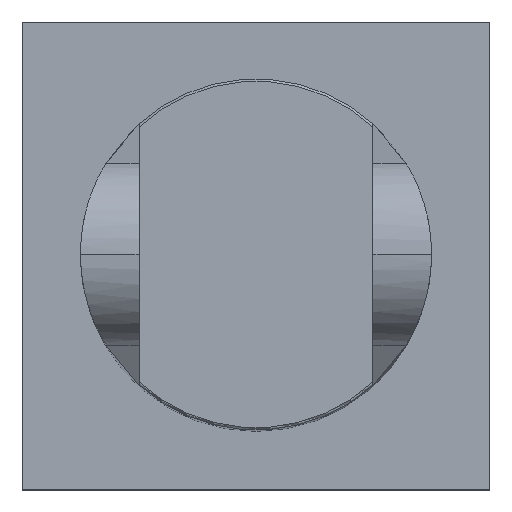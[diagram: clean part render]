
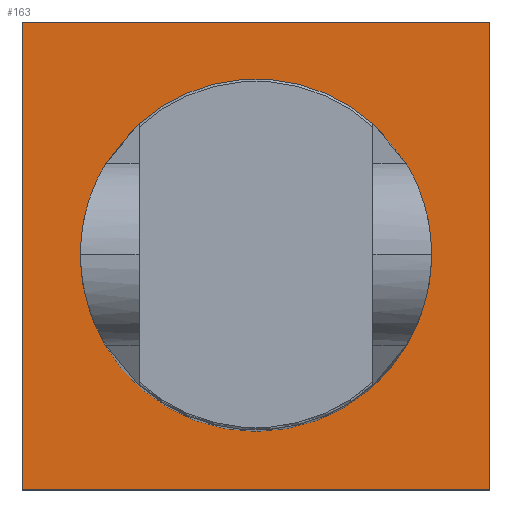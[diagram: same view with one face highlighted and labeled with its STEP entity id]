
A CAD part, top view. The second image highlights one B-rep face of the part: STEP entity #163.
In plain terms, the highlighted planar face has unit normal (0, 0, 1).
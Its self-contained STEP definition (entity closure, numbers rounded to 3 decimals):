
#13 = DIRECTION ( 'NONE',  ( 1., 0., 0. ) ) ;
#18 = DIRECTION ( 'NONE',  ( 1., 0., 0. ) ) ;
#22 = CARTESIAN_POINT ( 'NONE',  ( -7.5, 0., 0. ) ) ;
#74 = CARTESIAN_POINT ( 'NONE',  ( 0., 0., 0. ) ) ;
#77 = EDGE_CURVE ( 'NONE', #974, #483, #177, .T. ) ;
#88 = VECTOR ( 'NONE', #962, 1000. ) ;
#122 = DIRECTION ( 'NONE',  ( 0., 1., 0. ) ) ;
#133 = DIRECTION ( 'NONE',  ( 0., 0., 1. ) ) ;
#142 = EDGE_CURVE ( 'NONE', #794, #398, #953, .T. ) ;
#163 = ADVANCED_FACE ( 'NONE', ( #1045, #281 ), #622, .T. ) ;
#177 = LINE ( 'NONE', #954, #596 ) ;
#212 = ORIENTED_EDGE ( 'NONE', *, *, #297, .F. ) ;
#213 = EDGE_LOOP ( 'NONE', ( #672, #986 ) ) ;
#229 = CARTESIAN_POINT ( 'NONE',  ( 0., 0., 0. ) ) ;
#281 = FACE_OUTER_BOUND ( 'NONE', #383, .T. ) ;
#297 = EDGE_CURVE ( 'NONE', #483, #667, #871, .T. ) ;
#303 = CARTESIAN_POINT ( 'NONE',  ( 7.5, 0., 0. ) ) ;
#308 = CARTESIAN_POINT ( 'NONE',  ( 10., 10., 0. ) ) ;
#310 = VECTOR ( 'NONE', #122, 1000. ) ;
#383 = EDGE_LOOP ( 'NONE', ( #392, #730, #391, #212 ) ) ;
#391 = ORIENTED_EDGE ( 'NONE', *, *, #849, .F. ) ;
#392 = ORIENTED_EDGE ( 'NONE', *, *, #77, .F. ) ;
#398 = VERTEX_POINT ( 'NONE', #303 ) ;
#399 = CARTESIAN_POINT ( 'NONE',  ( 10., -10., 0. ) ) ;
#438 = CARTESIAN_POINT ( 'NONE',  ( -10., 10., 0. ) ) ;
#483 = VERTEX_POINT ( 'NONE', #399 ) ;
#488 = AXIS2_PLACEMENT_3D ( 'NONE', #682, #861, #18 ) ;
#532 = AXIS2_PLACEMENT_3D ( 'NONE', #74, #1102, #1019 ) ;
#557 = VECTOR ( 'NONE', #13, 1000. ) ;
#570 = DIRECTION ( 'NONE',  ( 1., 0., 0. ) ) ;
#585 = AXIS2_PLACEMENT_3D ( 'NONE', #229, #133, #570 ) ;
#596 = VECTOR ( 'NONE', #787, 1000. ) ;
#606 = CIRCLE ( 'NONE', #585, 7.5 ) ;
#614 = EDGE_CURVE ( 'NONE', #1061, #974, #1036, .T. ) ;
#622 = PLANE ( 'NONE',  #532 ) ;
#635 = CARTESIAN_POINT ( 'NONE',  ( -10., -10., 0. ) ) ;
#667 = VERTEX_POINT ( 'NONE', #774 ) ;
#672 = ORIENTED_EDGE ( 'NONE', *, *, #142, .F. ) ;
#682 = CARTESIAN_POINT ( 'NONE',  ( 0., 0., 0. ) ) ;
#730 = ORIENTED_EDGE ( 'NONE', *, *, #614, .F. ) ;
#774 = CARTESIAN_POINT ( 'NONE',  ( -10., -10., 0. ) ) ;
#787 = DIRECTION ( 'NONE',  ( 0., -1., 0. ) ) ;
#794 = VERTEX_POINT ( 'NONE', #22 ) ;
#849 = EDGE_CURVE ( 'NONE', #667, #1061, #973, .T. ) ;
#861 = DIRECTION ( 'NONE',  ( 0., 0., 1. ) ) ;
#871 = LINE ( 'NONE', #635, #88 ) ;
#911 = EDGE_CURVE ( 'NONE', #398, #794, #606, .T. ) ;
#953 = CIRCLE ( 'NONE', #488, 7.5 ) ;
#954 = CARTESIAN_POINT ( 'NONE',  ( 10., 10., 0. ) ) ;
#962 = DIRECTION ( 'NONE',  ( -1., 0., 0. ) ) ;
#968 = CARTESIAN_POINT ( 'NONE',  ( -10., 10., 0. ) ) ;
#973 = LINE ( 'NONE', #968, #310 ) ;
#974 = VERTEX_POINT ( 'NONE', #308 ) ;
#986 = ORIENTED_EDGE ( 'NONE', *, *, #911, .F. ) ;
#1019 = DIRECTION ( 'NONE',  ( 1., 0., 0. ) ) ;
#1027 = CARTESIAN_POINT ( 'NONE',  ( -10., 10., 0. ) ) ;
#1036 = LINE ( 'NONE', #438, #557 ) ;
#1045 = FACE_BOUND ( 'NONE', #213, .T. ) ;
#1061 = VERTEX_POINT ( 'NONE', #1027 ) ;
#1102 = DIRECTION ( 'NONE',  ( 0., 0., 1. ) ) ;
